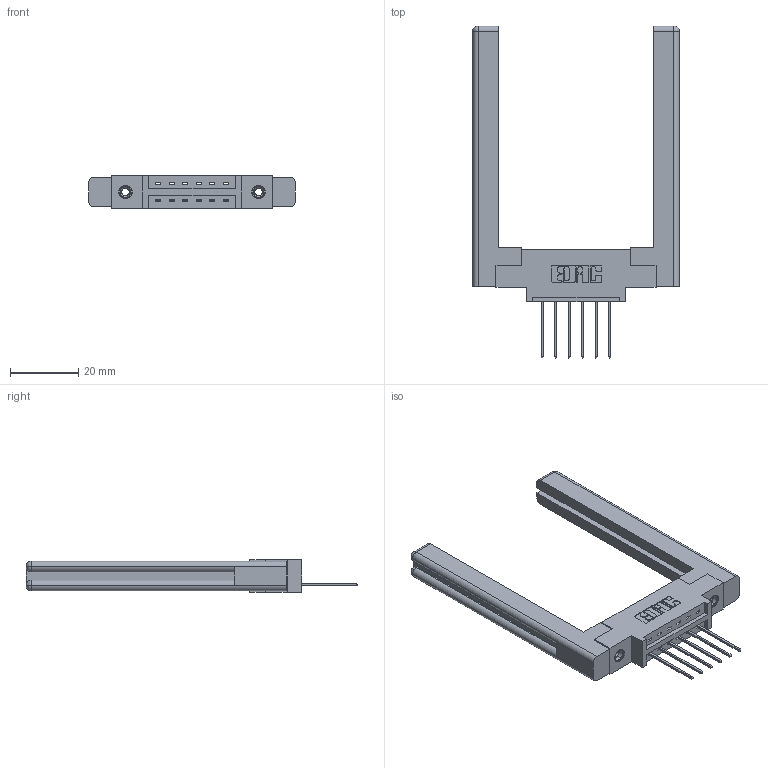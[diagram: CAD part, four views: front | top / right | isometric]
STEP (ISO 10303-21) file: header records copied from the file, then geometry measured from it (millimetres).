
FILE_DESCRIPTION (( 'STEP AP203' ), '1' );
FILE_NAME ('337-006-542-658.STEP', '2019-09-27T17:16:59', ( '' ), ( '' ), 'SwSTEP 2.0', 'SolidWorks 2016', '' );
FILE_SCHEMA (( 'CONFIG_CONTROL_DESIGN' ));
Length unit declared in the file: inch
Products named in the file (5): 345-250-001_345-250-001-102; 345-292-001_345-293-142; 337 Part_0.170 Offset - 0.156 Dia-TI; 307-220-058; 337-006-542-658
Assembly tree (11 placements, depth 2):
  337-006-542-658
    337 Part_0.170 Offset - 0.156 Dia-TI
    345-292-001_345-293-142  x6
    345-250-001_345-250-001-102  x2
    307-220-058  x2
Bounding box: 60.4 x 97.03 x 9.4 mm (x, y, z)
Volume: 12885.2 mm3; surface area: 11111.4 mm2
Topology: 11 solids, 11 shells, 632 faces, 1805 edges, 1182 vertices
Faces by surface type: plane 434, cylinder 174, cone 12, torus 12
Entity records: 11900 total; most frequent: CARTESIAN_POINT 2071, ORIENTED_EDGE 1952, DIRECTION 1836, EDGE_CURVE 976, LINE 800, VECTOR 800, VERTEX_POINT 642, AXIS2_PLACEMENT_3D 518
